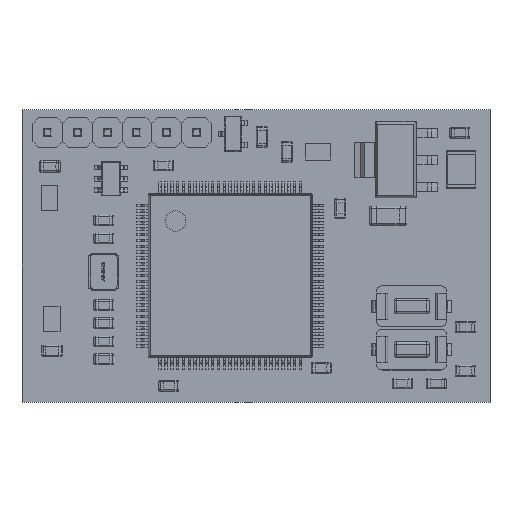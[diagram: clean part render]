
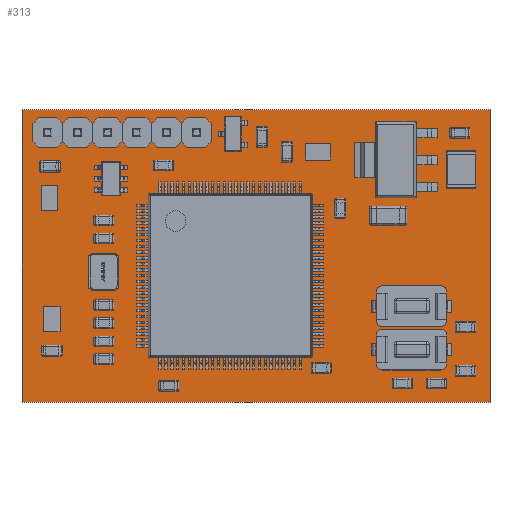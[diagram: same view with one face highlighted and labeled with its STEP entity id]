
A CAD part, top view. The second image highlights one B-rep face of the part: STEP entity #313.
In plain terms, the highlighted planar face has unit normal (0, 0, 1).
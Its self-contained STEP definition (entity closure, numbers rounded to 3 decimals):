
#184 = VERTEX_POINT('',#185);
#185 = CARTESIAN_POINT('',(0.,0.,1.522));
#191 = EDGE_CURVE('',#184,#192,#194,.T.);
#192 = VERTEX_POINT('',#193);
#193 = CARTESIAN_POINT('',(40.,0.,1.522));
#194 = LINE('',#195,#196);
#195 = CARTESIAN_POINT('',(0.,0.,1.522));
#196 = VECTOR('',#197,1.);
#197 = DIRECTION('',(1.,0.,0.));
#222 = EDGE_CURVE('',#192,#223,#225,.T.);
#223 = VERTEX_POINT('',#224);
#224 = CARTESIAN_POINT('',(40.,25.,1.522));
#225 = LINE('',#226,#227);
#226 = CARTESIAN_POINT('',(40.,0.,1.522));
#227 = VECTOR('',#228,1.);
#228 = DIRECTION('',(0.,1.,0.));
#253 = EDGE_CURVE('',#223,#254,#256,.T.);
#254 = VERTEX_POINT('',#255);
#255 = CARTESIAN_POINT('',(0.,25.,1.522));
#256 = LINE('',#257,#258);
#257 = CARTESIAN_POINT('',(40.,25.,1.522));
#258 = VECTOR('',#259,1.);
#259 = DIRECTION('',(-1.,0.,0.));
#284 = EDGE_CURVE('',#254,#184,#285,.T.);
#285 = LINE('',#286,#287);
#286 = CARTESIAN_POINT('',(0.,25.,1.522));
#287 = VECTOR('',#288,1.);
#288 = DIRECTION('',(0.,-1.,0.));
#313 = ADVANCED_FACE('',(#314),#320,.T.);
#314 = FACE_BOUND('',#315,.T.);
#315 = EDGE_LOOP('',(#316,#317,#318,#319));
#316 = ORIENTED_EDGE('',*,*,#191,.T.);
#317 = ORIENTED_EDGE('',*,*,#222,.T.);
#318 = ORIENTED_EDGE('',*,*,#253,.T.);
#319 = ORIENTED_EDGE('',*,*,#284,.T.);
#320 = PLANE('',#321);
#321 = AXIS2_PLACEMENT_3D('',#322,#323,#324);
#322 = CARTESIAN_POINT('',(20.,12.5,1.522));
#323 = DIRECTION('',(0.,0.,1.));
#324 = DIRECTION('',(1.,0.,-0.));
